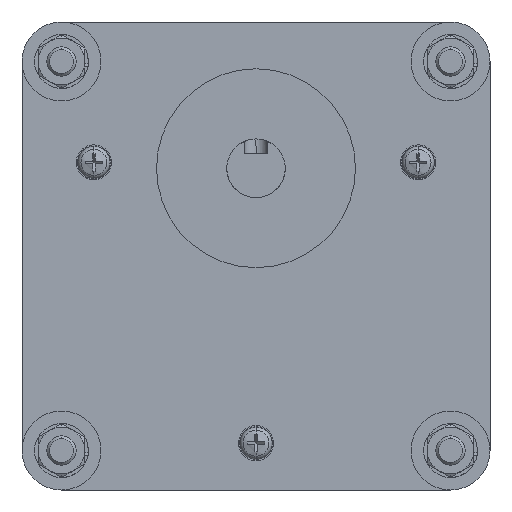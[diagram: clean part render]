
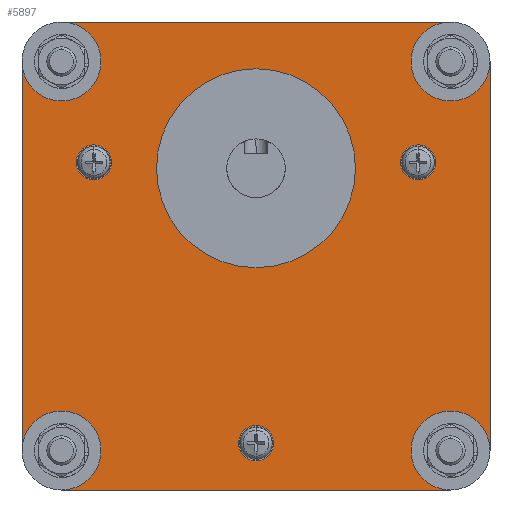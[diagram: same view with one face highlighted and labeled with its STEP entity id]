
A CAD part, left-side view. The second image highlights one B-rep face of the part: STEP entity #5897.
In plain terms, the highlighted planar face has unit normal (-1, 0, 0).
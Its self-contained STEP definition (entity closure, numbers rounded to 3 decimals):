
#5395=CARTESIAN_POINT('POINT2515',(0.5,
   0.,17.));
#5396=VERTEX_POINT('VERTEX2515',#5395);
#5403=CARTESIAN_POINT('POINT2516',(0.5,0.,
   -17.));
#5404=VERTEX_POINT('VERTEX2516',#5403);
#5405=CARTESIAN_POINT('POS3389',(0.5,0.,
   0.));
#5406=DIRECTION('DIR5244',(-1.,0.,0.));
#5407=DIRECTION('DIR5245',(0.,0.,1.));
#5408=AXIS2_PLACEMENT_3D('AXIS1856',#5405,#5406,#5407);
#5409=CIRCLE('ELLIPSE896',#5408,17.);
#5410=EDGE_CURVE('EDGE4134',#5396,#5404,#5409,.T.);
#5430=EDGE_CURVE('EDGE4136',#5404,#5396,#5409,.T.);
#5435=CARTESIAN_POINT('POINT2517',(0.5,
   25.115,-0.5));
#5436=VERTEX_POINT('VERTEX2517',#5435);
#5443=CARTESIAN_POINT('POINT2518',(0.5,
   30.311,2.5));
#5444=VERTEX_POINT('VERTEX2518',#5443);
#5445=CARTESIAN_POINT('POS3393',(0.5,
   27.713,1.));
#5446=DIRECTION('DIR5250',(1.,0.,
   0.));
#5447=DIRECTION('DIR5251',(0.,-0.866,
   -0.5));
#5448=AXIS2_PLACEMENT_3D('AXIS1858',#5445,#5446,#5447);
#5449=CIRCLE('ELLIPSE897',#5448,3.);
#5450=EDGE_CURVE('EDGE4138',#5444,#5436,#5449,.T.);
#5470=EDGE_CURVE('EDGE4140',#5436,#5444,#5449,.T.);
#5475=CARTESIAN_POINT('POINT2519',(0.5,
   -25.115,-0.5));
#5476=VERTEX_POINT('VERTEX2519',#5475);
#5483=CARTESIAN_POINT('POINT2520',(0.5,
   -30.311,2.5));
#5484=VERTEX_POINT('VERTEX2520',#5483);
#5485=CARTESIAN_POINT('POS3397',(0.5,
   -27.713,1.));
#5486=DIRECTION('DIR5256',(1.,0.,
   0.));
#5487=DIRECTION('DIR5257',(0.,0.866,
   -0.5));
#5488=AXIS2_PLACEMENT_3D('AXIS1860',#5485,#5486,#5487);
#5489=CIRCLE('ELLIPSE898',#5488,3.);
#5490=EDGE_CURVE('EDGE4142',#5484,#5476,#5489,.T.);
#5510=EDGE_CURVE('EDGE4144',#5476,#5484,#5489,.T.);
#5515=CARTESIAN_POINT('POINT2521',(0.5,0.,
   -44.));
#5516=VERTEX_POINT('VERTEX2521',#5515);
#5523=CARTESIAN_POINT('POINT2522',(0.5,
   0.,-50.));
#5524=VERTEX_POINT('VERTEX2522',#5523);
#5525=CARTESIAN_POINT('POS3401',(0.5,0.,
   -47.));
#5526=DIRECTION('DIR5262',(1.,0.,0.));
#5527=DIRECTION('DIR5263',(0.,0.,1.));
#5528=AXIS2_PLACEMENT_3D('AXIS1862',#5525,#5526,#5527);
#5529=CIRCLE('ELLIPSE899',#5528,3.);
#5530=EDGE_CURVE('EDGE4146',#5524,#5516,#5529,.T.);
#5550=EDGE_CURVE('EDGE4148',#5516,#5524,#5529,.T.);
#5611=CARTESIAN_POINT('POINT2527',(0.5,33.25,
   25.));
#5612=VERTEX_POINT('VERTEX2527',#5611);
#5620=CARTESIAN_POINT('POINT2528',(0.5,33.25,
   11.5));
#5621=VERTEX_POINT('VERTEX2528',#5620);
#5628=CARTESIAN_POINT('POS3410',(0.5,33.25,
   18.25));
#5629=DIRECTION('DIR5277',(1.,0.,0.));
#5630=DIRECTION('DIR5278',(0.,0.,-1.));
#5631=AXIS2_PLACEMENT_3D('AXIS1868',#5628,#5629,#5630);
#5632=CIRCLE('ELLIPSE902',#5631,6.75);
#5633=EDGE_CURVE('EDGE4155',#5612,#5621,#5632,.T.);
#5682=CARTESIAN_POINT('POINT2532',(0.5,40.,
   -48.25));
#5683=VERTEX_POINT('VERTEX2532',#5682);
#5691=CARTESIAN_POINT('POINT2533',(0.5,26.5,
   -48.25));
#5692=VERTEX_POINT('VERTEX2533',#5691);
#5699=CARTESIAN_POINT('POS3416',(0.5,33.25,
   -48.25));
#5700=DIRECTION('DIR5287',(1.,0.,0.));
#5701=DIRECTION('DIR5288',(0.,0.,-1.));
#5702=AXIS2_PLACEMENT_3D('AXIS1872',#5699,#5700,#5701);
#5703=CIRCLE('ELLIPSE904',#5702,6.75);
#5704=EDGE_CURVE('EDGE4161',#5683,#5692,#5703,.T.);
#5749=CARTESIAN_POINT('POINT2536',(0.5,-33.25,
   -55.));
#5750=VERTEX_POINT('VERTEX2536',#5749);
#5758=CARTESIAN_POINT('POINT2537',(0.5,-33.25,
   -41.5));
#5759=VERTEX_POINT('VERTEX2537',#5758);
#5766=CARTESIAN_POINT('POS3422',(0.5,-33.25,
   -48.25));
#5767=DIRECTION('DIR5297',(1.,0.,0.));
#5768=DIRECTION('DIR5298',(0.,0.,-1.));
#5769=AXIS2_PLACEMENT_3D('AXIS1876',#5766,#5767,#5768);
#5770=CIRCLE('ELLIPSE906',#5769,6.75);
#5771=EDGE_CURVE('EDGE4166',#5750,#5759,#5770,.T.);
#5820=ORIENTED_EDGE('COEDGE8337',*,*,#5704,.T.);
#5821=CARTESIAN_POINT('POINT2541',(0.5,33.25,
   -55.));
#5822=VERTEX_POINT('VERTEX2541',#5821);
#5823=EDGE_CURVE('EDGE4170',#5692,#5822,#5703,.T.);
#5824=ORIENTED_EDGE('COEDGE8338',*,*,#5823,.T.);
#5825=CARTESIAN_POINT('POS3426',(0.5,33.25,
   -55.));
#5826=DIRECTION('DIR5305',(0.,-1.,0.));
#5827=VECTOR('VEC1547',#5826,1.);
#5828=LINE('STRAIGHT1547',#5825,#5827);
#5829=EDGE_CURVE('EDGE4171',#5822,#5750,#5828,.T.);
#5830=ORIENTED_EDGE('COEDGE8339',*,*,#5829,.T.);
#5831=ORIENTED_EDGE('COEDGE8340',*,*,#5771,.T.);
#5832=CARTESIAN_POINT('POINT2542',(0.5,-40.,
   -48.25));
#5833=VERTEX_POINT('VERTEX2542',#5832);
#5834=EDGE_CURVE('EDGE4172',#5759,#5833,#5770,.T.);
#5835=ORIENTED_EDGE('COEDGE8341',*,*,#5834,.T.);
#5836=CARTESIAN_POINT('POINT2543',(0.5,-40.,
   18.25));
#5837=VERTEX_POINT('VERTEX2543',#5836);
#5838=CARTESIAN_POINT('POS3427',(0.5,-40.,-15.));
#5839=DIRECTION('DIR5306',(0.,0.,1.));
#5840=VECTOR('VEC1548',#5839,1.);
#5841=LINE('STRAIGHT1548',#5838,#5840);
#5842=EDGE_CURVE('EDGE4173',#5833,#5837,#5841,.T.);
#5843=ORIENTED_EDGE('COEDGE8342',*,*,#5842,.T.);
#5844=CARTESIAN_POINT('POINT2544',(0.5,-26.5,
   18.25));
#5845=VERTEX_POINT('VERTEX2544',#5844);
#5846=CARTESIAN_POINT('POS3428',(0.5,-33.25,
   18.25));
#5847=DIRECTION('DIR5307',(1.,0.,0.));
#5848=DIRECTION('DIR5308',(0.,0.,-1.));
#5849=AXIS2_PLACEMENT_3D('AXIS1880',#5846,#5847,#5848);
#5850=CIRCLE('ELLIPSE908',#5849,6.75);
#5851=EDGE_CURVE('EDGE4174',#5837,#5845,#5850,.T.);
#5852=ORIENTED_EDGE('COEDGE8343',*,*,#5851,.T.);
#5853=CARTESIAN_POINT('POINT2545',(0.5,-33.25,
   25.));
#5854=VERTEX_POINT('VERTEX2545',#5853);
#5855=EDGE_CURVE('EDGE4175',#5845,#5854,#5850,.T.);
#5856=ORIENTED_EDGE('COEDGE8344',*,*,#5855,.T.);
#5857=CARTESIAN_POINT('POS3429',(0.5,-33.25,
   25.));
#5858=DIRECTION('DIR5309',(0.,1.,0.));
#5859=VECTOR('VEC1549',#5858,1.);
#5860=LINE('STRAIGHT1549',#5857,#5859);
#5861=EDGE_CURVE('EDGE4176',#5854,#5612,#5860,.T.);
#5862=ORIENTED_EDGE('COEDGE8345',*,*,#5861,.T.);
#5863=ORIENTED_EDGE('COEDGE8346',*,*,#5633,.T.);
#5864=CARTESIAN_POINT('POINT2546',(0.5,40.,
   18.25));
#5865=VERTEX_POINT('VERTEX2546',#5864);
#5866=EDGE_CURVE('EDGE4177',#5621,#5865,#5632,.T.);
#5867=ORIENTED_EDGE('COEDGE8347',*,*,#5866,.T.);
#5868=CARTESIAN_POINT('POS3430',(0.5,40.,
   18.25));
#5869=DIRECTION('DIR5310',(0.,0.,-1.));
#5870=VECTOR('VEC1550',#5869,1.);
#5871=LINE('STRAIGHT1550',#5868,#5870);
#5872=EDGE_CURVE('EDGE4178',#5865,#5683,#5871,.T.);
#5873=ORIENTED_EDGE('COEDGE8348',*,*,#5872,.T.);
#5874=EDGE_LOOP('NONE',(#5820,#5824,#5830,#5831,#5835,#5843,#5852,#5856,
   #5862,#5863,#5867,#5873));
#5875=FACE_BOUND('LOOP1',#5874,.T.);
#5876=ORIENTED_EDGE('COEDGE8349',*,*,#5550,.T.);
#5877=ORIENTED_EDGE('COEDGE8350',*,*,#5530,.T.);
#5878=EDGE_LOOP('NONE',(#5876,#5877));
#5879=FACE_BOUND('LOOP1',#5878,.T.);
#5880=ORIENTED_EDGE('COEDGE8351',*,*,#5510,.T.);
#5881=ORIENTED_EDGE('COEDGE8352',*,*,#5490,.T.);
#5882=EDGE_LOOP('NONE',(#5880,#5881));
#5883=FACE_BOUND('LOOP1',#5882,.T.);
#5884=ORIENTED_EDGE('COEDGE8353',*,*,#5470,.T.);
#5885=ORIENTED_EDGE('COEDGE8354',*,*,#5450,.T.);
#5886=EDGE_LOOP('NONE',(#5884,#5885));
#5887=FACE_BOUND('LOOP1',#5886,.T.);
#5888=ORIENTED_EDGE('COEDGE8355',*,*,#5430,.F.);
#5889=ORIENTED_EDGE('COEDGE8356',*,*,#5410,.F.);
#5890=EDGE_LOOP('NONE',(#5888,#5889));
#5891=FACE_BOUND('LOOP1',#5890,.T.);
#5892=CARTESIAN_POINT('POS3431',(0.5,0.,
   -15.));
#5893=DIRECTION('DIR5311',(1.,0.,0.));
#5894=DIRECTION('DIR5312',(0.,1.,0.));
#5895=AXIS2_PLACEMENT_3D('AXIS1881',#5892,#5893,#5894);
#5896=PLANE('PLANE568',#5895);
#5897=ADVANCED_FACE('FACE1816',(#5875,#5879,#5883,#5887,#5891),#5896,.F.
   );
